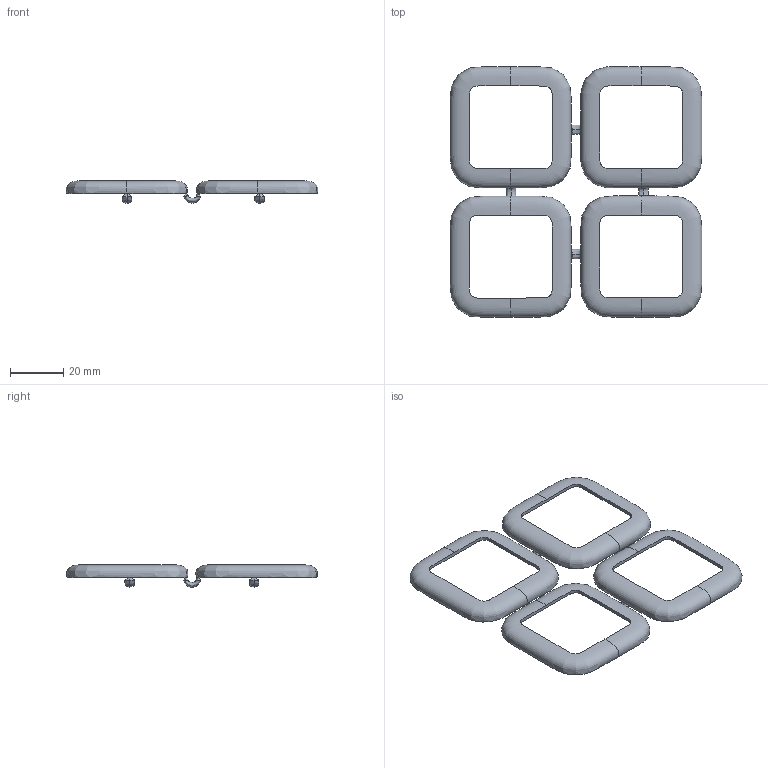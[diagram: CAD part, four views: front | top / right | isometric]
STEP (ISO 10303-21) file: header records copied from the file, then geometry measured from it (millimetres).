
FILE_DESCRIPTION(/* description */ (''),/* implementation_level */ '2;1');
FILE_NAME(/* name */ 'tops',/* time_stamp */ '2015-05-21T17:19:35-07:00',/* author */ (''),/* organization */ (''),/* preprocessor_version */ 'ST-DEVELOPER v15',/* originating_system */ '',/* authorisation */ '');
FILE_SCHEMA (('AUTOMOTIVE_DESIGN'));
Length unit declared in the file: millimetre
Products named in the file (1): Document
Bounding box: 94.22 x 93.85 x 8.48 mm (x, y, z)
Volume: 6988.1 mm3; surface area: 15282.1 mm2
Topology: 40 solids, 72 shells, 752 faces, 1848 edges, 1156 vertices
Faces by surface type: bspline 392, plane 360
Entity records: 49085 total; most frequent: CARTESIAN_POINT 36486, ORIENTED_EDGE 3544, EDGE_CURVE 1868, B_SPLINE_CURVE_WITH_KNOTS 1556, VERTEX_POINT 1164, EDGE_LOOP 760, ADVANCED_FACE 752, FACE_OUTER_BOUND 752
